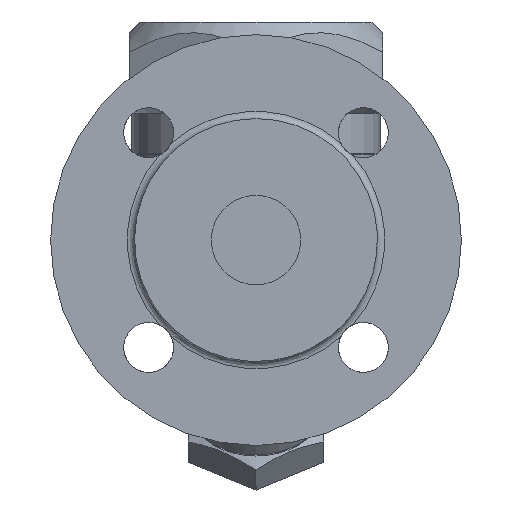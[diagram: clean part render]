
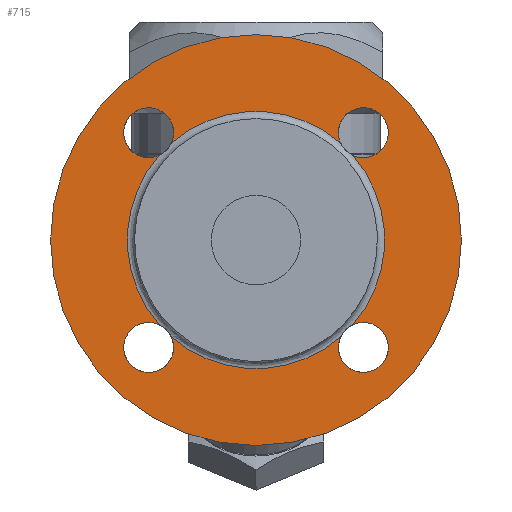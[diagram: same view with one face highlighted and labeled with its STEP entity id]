
A CAD part, left-side view. The second image highlights one B-rep face of the part: STEP entity #715.
In plain terms, the highlighted planar face has unit normal (-1, 0, 0).
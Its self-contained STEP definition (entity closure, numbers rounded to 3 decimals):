
#487=CARTESIAN_POINT('',(-103.5,0.,33.5));
#488=VERTEX_POINT('',#487);
#489=CARTESIAN_POINT('',(-103.5,0.0,-24.));
#490=DIRECTION('',(1.0,0.0,0.0));
#491=DIRECTION('',(0.0,0.0,-1.0));
#492=AXIS2_PLACEMENT_3D('',#489,#490,#491);
#493=CIRCLE('',#492,57.5);
#494=EDGE_CURVE('',#488,#488,#493,.T.);
#555=CARTESIAN_POINT('',(-103.5,-23.71,3.09));
#556=VERTEX_POINT('',#555);
#557=CARTESIAN_POINT('',(-103.5,-27.09,-0.29));
#558=VERTEX_POINT('',#557);
#574=CARTESIAN_POINT('',(-103.5,23.71,3.09));
#575=VERTEX_POINT('',#574);
#576=CARTESIAN_POINT('',(-103.5,0.0,-24.));
#577=DIRECTION('',(-1.0,0.0,0.0));
#578=DIRECTION('',(0.0,0.0,-1.0));
#579=AXIS2_PLACEMENT_3D('',#576,#577,#578);
#580=CIRCLE('',#579,36.);
#581=EDGE_CURVE('',#556,#575,#580,.T.);
#583=CARTESIAN_POINT('',(-103.5,27.09,-0.29));
#584=VERTEX_POINT('',#583);
#600=CARTESIAN_POINT('',(-103.5,27.09,-47.71));
#601=VERTEX_POINT('',#600);
#602=CARTESIAN_POINT('',(-103.5,0.0,-24.));
#603=DIRECTION('',(-1.0,0.0,0.0));
#604=DIRECTION('',(0.0,0.0,-1.0));
#605=AXIS2_PLACEMENT_3D('',#602,#603,#604);
#606=CIRCLE('',#605,36.);
#607=EDGE_CURVE('',#584,#601,#606,.T.);
#609=CARTESIAN_POINT('',(-103.5,23.71,-51.09));
#610=VERTEX_POINT('',#609);
#626=CARTESIAN_POINT('',(-103.5,-23.71,-51.09));
#627=VERTEX_POINT('',#626);
#628=CARTESIAN_POINT('',(-103.5,0.0,-24.));
#629=DIRECTION('',(-1.0,0.0,0.0));
#630=DIRECTION('',(0.0,0.0,-1.0));
#631=AXIS2_PLACEMENT_3D('',#628,#629,#630);
#632=CIRCLE('',#631,36.);
#633=EDGE_CURVE('',#610,#627,#632,.T.);
#635=CARTESIAN_POINT('',(-103.5,-27.09,-47.71));
#636=VERTEX_POINT('',#635);
#652=CARTESIAN_POINT('',(-103.5,0.0,-24.));
#653=DIRECTION('',(-1.0,0.0,0.0));
#654=DIRECTION('',(0.0,0.0,-1.0));
#655=AXIS2_PLACEMENT_3D('',#652,#653,#654);
#656=CIRCLE('',#655,36.);
#657=EDGE_CURVE('',#636,#558,#656,.T.);
#673=CARTESIAN_POINT('',(-103.5,0.0,-24.));
#674=DIRECTION('',(1.0,0.0,0.0));
#675=DIRECTION('',(0.0,0.0,-1.0));
#676=AXIS2_PLACEMENT_3D('',#673,#674,#675);
#677=PLANE('',#676);
#678=ORIENTED_EDGE('',*,*,#494,.F.);
#679=EDGE_LOOP('',(#678));
#680=FACE_OUTER_BOUND('',#679,.T.);
#681=ORIENTED_EDGE('',*,*,#657,.F.);
#682=CARTESIAN_POINT('',(-103.5,-30.052,-54.052));
#683=DIRECTION('',(-1.0,0.0,0.0));
#684=DIRECTION('',(0.0,0.0,-1.0));
#685=AXIS2_PLACEMENT_3D('',#682,#683,#684);
#686=CIRCLE('',#685,7.);
#687=EDGE_CURVE('',#627,#636,#686,.T.);
#688=ORIENTED_EDGE('',*,*,#687,.F.);
#689=ORIENTED_EDGE('',*,*,#633,.F.);
#690=CARTESIAN_POINT('',(-103.5,30.052,-54.052));
#691=DIRECTION('',(-1.0,0.0,0.0));
#692=DIRECTION('',(0.0,1.0,0.0));
#693=AXIS2_PLACEMENT_3D('',#690,#691,#692);
#694=CIRCLE('',#693,7.);
#695=EDGE_CURVE('',#601,#610,#694,.T.);
#696=ORIENTED_EDGE('',*,*,#695,.F.);
#697=ORIENTED_EDGE('',*,*,#607,.F.);
#698=CARTESIAN_POINT('',(-103.5,30.052,6.052));
#699=DIRECTION('',(-1.0,0.0,0.0));
#700=DIRECTION('',(0.0,0.0,1.0));
#701=AXIS2_PLACEMENT_3D('',#698,#699,#700);
#702=CIRCLE('',#701,7.);
#703=EDGE_CURVE('',#575,#584,#702,.T.);
#704=ORIENTED_EDGE('',*,*,#703,.F.);
#705=ORIENTED_EDGE('',*,*,#581,.F.);
#706=CARTESIAN_POINT('',(-103.5,-30.052,6.052));
#707=DIRECTION('',(-1.0,0.0,0.0));
#708=DIRECTION('',(0.0,-1.0,0.0));
#709=AXIS2_PLACEMENT_3D('',#706,#707,#708);
#710=CIRCLE('',#709,7.);
#711=EDGE_CURVE('',#558,#556,#710,.T.);
#712=ORIENTED_EDGE('',*,*,#711,.F.);
#713=EDGE_LOOP('',(#681,#688,#689,#696,#697,#704,#705,#712));
#714=FACE_BOUND('',#713,.T.);
#715=ADVANCED_FACE('',(#680,#714),#677,.F.);
